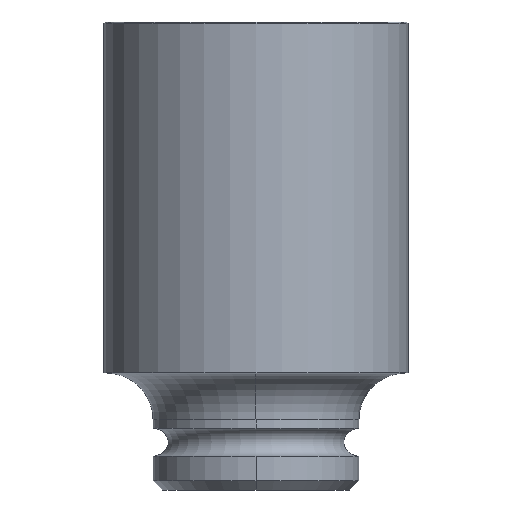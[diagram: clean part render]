
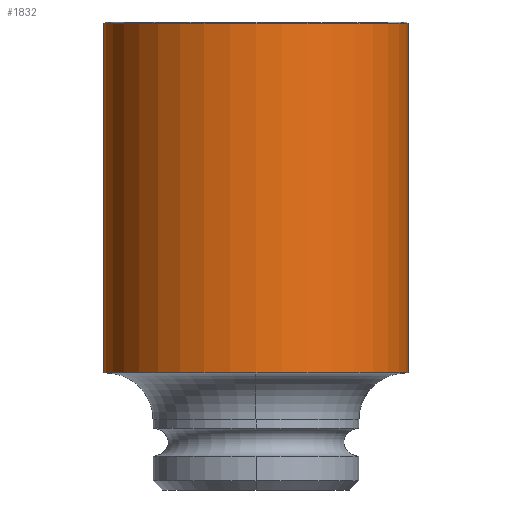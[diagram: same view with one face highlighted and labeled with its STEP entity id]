
A CAD part, left-side view. The second image highlights one B-rep face of the part: STEP entity #1832.
In plain terms, the highlighted cylindrical face has radius 32.5 mm (diameter 65 mm), a partial arc.
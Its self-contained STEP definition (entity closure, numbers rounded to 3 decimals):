
#368=DIRECTION('',(0.,0.,1.));
#369=VECTOR('',#368,74.7);
#370=CARTESIAN_POINT('',(0.,32.5,25.));
#371=LINE('',#370,#369);
#377=DIRECTION('',(0.,0.,1.));
#378=VECTOR('',#377,74.7);
#379=CARTESIAN_POINT('',(0.,-32.5,25.));
#380=LINE('',#379,#378);
#815=CARTESIAN_POINT('',(0.,0.,99.7));
#816=DIRECTION('',(0.,0.,1.));
#817=DIRECTION('',(0.,1.,0.));
#818=AXIS2_PLACEMENT_3D('',#815,#816,#817);
#820=CARTESIAN_POINT('',(0.,0.,25.));
#821=DIRECTION('',(0.,0.,1.));
#822=DIRECTION('',(0.,1.,0.));
#823=AXIS2_PLACEMENT_3D('',#820,#821,#822);
#917=CARTESIAN_POINT('',(0.,32.5,25.));
#918=CARTESIAN_POINT('',(0.,-32.5,25.));
#919=VERTEX_POINT('',#917);
#920=VERTEX_POINT('',#918);
#958=CARTESIAN_POINT('',(0.,-32.5,99.7));
#959=CARTESIAN_POINT('',(0.,32.5,99.7));
#960=VERTEX_POINT('',#958);
#961=VERTEX_POINT('',#959);
#1821=CARTESIAN_POINT('',(0.,0.,21.25));
#1822=DIRECTION('',(0.,0.,1.));
#1823=DIRECTION('',(0.,1.,0.));
#1824=AXIS2_PLACEMENT_3D('',#1821,#1822,#1823);
#1825=CYLINDRICAL_SURFACE('',#1824,32.5);
#1826=ORIENTED_EDGE('',*,*,#1815,.T.);
#1827=ORIENTED_EDGE('',*,*,#1279,.F.);
#1828=ORIENTED_EDGE('',*,*,#1260,.F.);
#1829=ORIENTED_EDGE('',*,*,#1276,.T.);
#1830=EDGE_LOOP('',(#1826,#1827,#1828,#1829));
#1831=FACE_OUTER_BOUND('',#1830,.F.);
#1832=ADVANCED_FACE('',(#1831),#1825,.T.);
#819=CIRCLE('',#818,32.5);
#824=CIRCLE('',#823,32.5);
#1260=EDGE_CURVE('',#919,#920,#824,.T.);
#1276=EDGE_CURVE('',#919,#961,#371,.T.);
#1279=EDGE_CURVE('',#920,#960,#380,.T.);
#1815=EDGE_CURVE('',#961,#960,#819,.T.);
